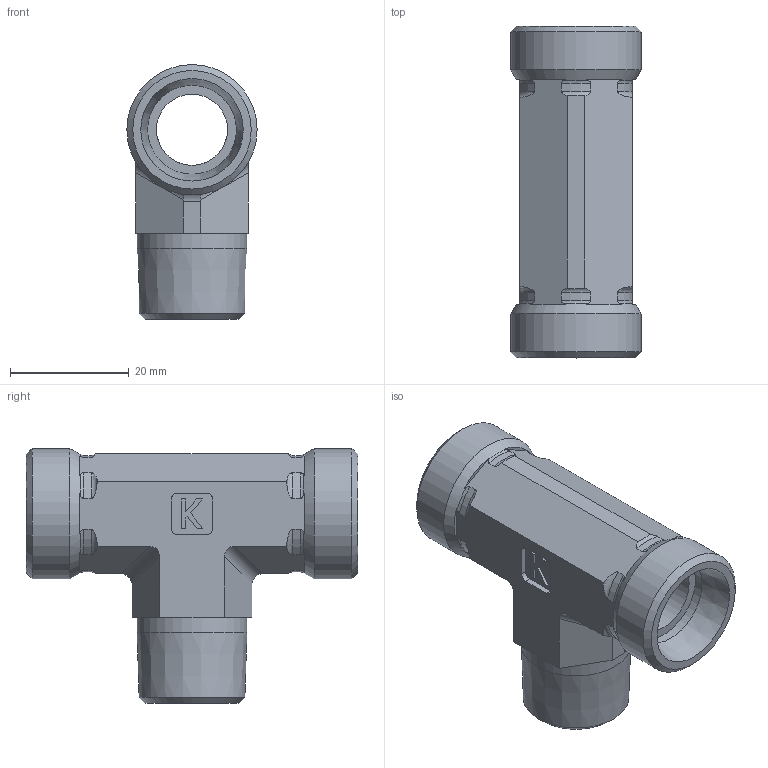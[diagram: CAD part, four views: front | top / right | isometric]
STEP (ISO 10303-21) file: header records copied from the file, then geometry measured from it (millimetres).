
FILE_DESCRIPTION((''),'2;1');
FILE_NAME('26002151822.stp','2014-08-22T14:39:08',(''),('KNOMI spol. s r. o.'),'Autodesk Inventor 2012','Autodesk Inventor 2012','');
FILE_SCHEMA(('AUTOMOTIVE_DESIGN { 1 2 10303 214 0 1 1 1 }'));
Length unit declared in the file: millimetre
Products named in the file (1): THCM2 15LMkuž M18K/M22
Bounding box: 22 x 56 x 43 mm (x, y, z)
Volume: 14866.1 mm3; surface area: 8547 mm2
Topology: 1 solids, 1 shells, 123 faces, 347 edges, 231 vertices
Faces by surface type: plane 61, cylinder 29, torus 24, cone 9
Full cylindrical faces by diameter (mm): 11 x1, 12 x1, 15 x2, 18.532 x1, 22 x2
Entity records: 4180 total; most frequent: CARTESIAN_POINT 1167, ORIENTED_EDGE 642, DIRECTION 592, EDGE_CURVE 321, AXIS2_PLACEMENT_3D 224, VERTEX_POINT 221, EDGE_LOOP 148, VECTOR 144
